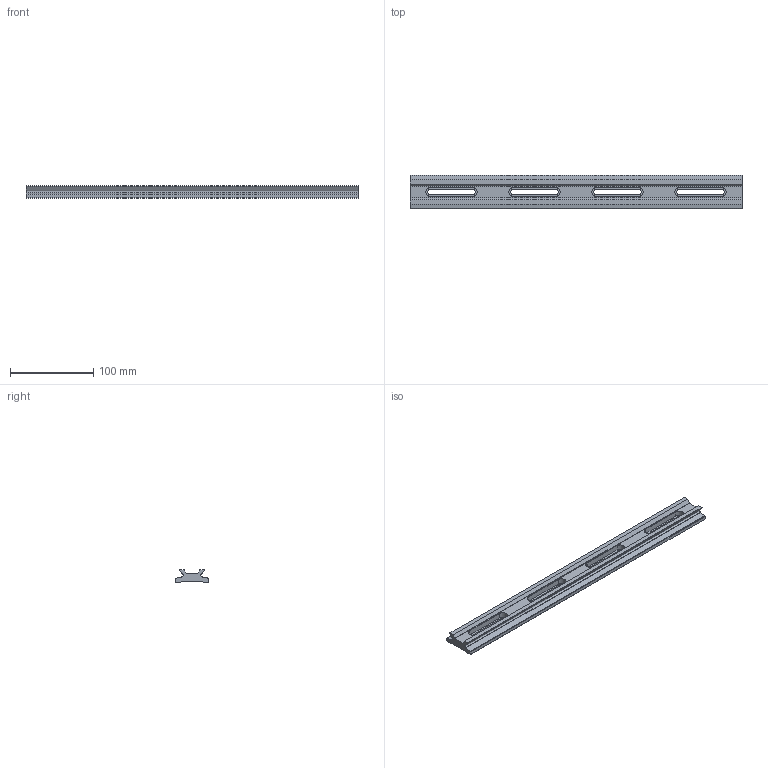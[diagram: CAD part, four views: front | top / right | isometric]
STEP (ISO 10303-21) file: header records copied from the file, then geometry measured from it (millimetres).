
FILE_DESCRIPTION(('Bauteilbeschreibung','HiCAD-Model','HiCAD-STEP-TRANSLATION','Bauteilbeschreibung'),'2;1');
FILE_NAME('061358_STEP.STP','2004-04-01T15:47:17+00:00',('Konstrukteur'),('Konstrukteur Firma GmbH'),'HiCAD2 V1102 STEP 20.9.2001','HiCAD2 V1102','confidential');
FILE_SCHEMA(('AUTOMOTIVE_DESIGN { 1 2 10303 214 0 1 1 1 }'));
Length unit declared in the file: millimetre
Products named in the file (3): A0014239; A00142390; MASSBAND
Assembly tree (2 placements, depth 2):
  A0014239
    A00142390
    MASSBAND
Bounding box: 400 x 40 x 15 mm (x, y, z)
Volume: 125099.8 mm3; surface area: 57936.6 mm2
Topology: 2 solids, 2 shells, 72 faces, 192 edges, 128 vertices
Faces by surface type: plane 52, cylinder 20
Entity records: 3864 total; most frequent: CARTESIAN_POINT 396, DIRECTION 384, ORIENTED_EDGE 384, COLOUR_RGB 266, PRESENTATION_STYLE_ASSIGNMENT 266, OVER_RIDING_STYLED_ITEM 264, CURVE_STYLE 192, DRAUGHTING_PRE_DEFINED_CURVE_FONT 192
